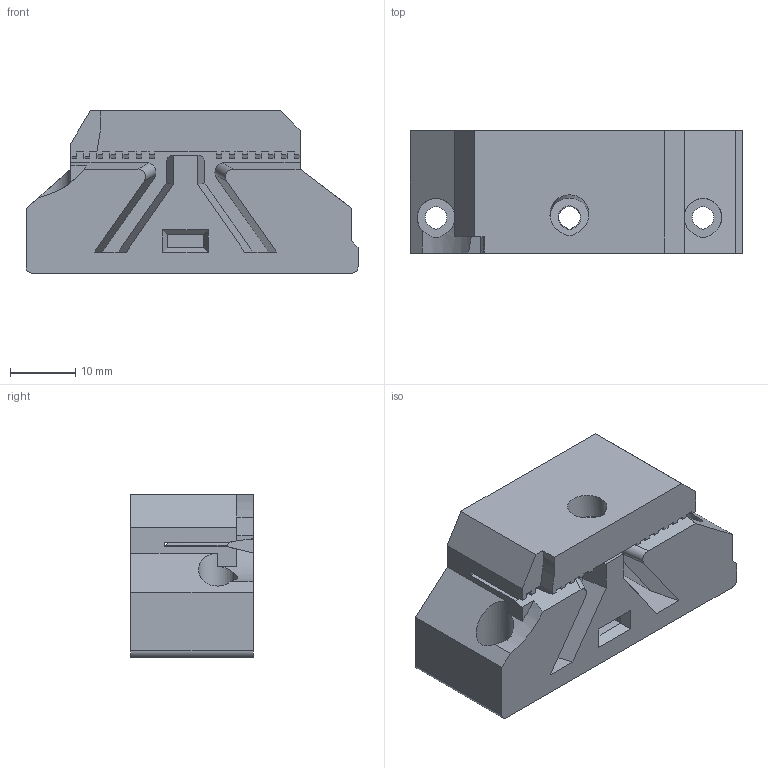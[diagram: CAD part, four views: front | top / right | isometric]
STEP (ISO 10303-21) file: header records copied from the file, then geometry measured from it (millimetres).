
FILE_DESCRIPTION(/* description */ (''),/* implementation_level */ '2;1');
FILE_NAME(/* name */ 'y_belt_holder_9mm_belt_bear2.0_mk2s-2.5-2.5s.step',/* time_stamp */ '2019-09-11T16:18:52+02:00',/* author */ (''),/* organization */ (''),/* preprocessor_version */ 'ST-DEVELOPER v18',/* originating_system */ 'Autodesk Translation Framework v8.6.0.1094',/* authorisation */ '');
FILE_SCHEMA (('AUTOMOTIVE_DESIGN { 1 0 10303 214 3 1 1 }'));
Length unit declared in the file: millimetre
Products named in the file (1): y_belt_holder_9mm_belt_bear2.0_mk2s-2.5-2.5s
Bounding box: 51 x 18.8 x 25 mm (x, y, z)
Volume: 17325.9 mm3; surface area: 7700 mm2
Topology: 1 solids, 7 shells, 208 faces, 557 edges, 363 vertices
Faces by surface type: plane 178, cylinder 27, torus 3
Entity records: 6435 total; most frequent: CARTESIAN_POINT 1169, ORIENTED_EDGE 1106, DIRECTION 1023, EDGE_CURVE 553, LINE 493, VECTOR 493, VERTEX_POINT 361, AXIS2_PLACEMENT_3D 265
